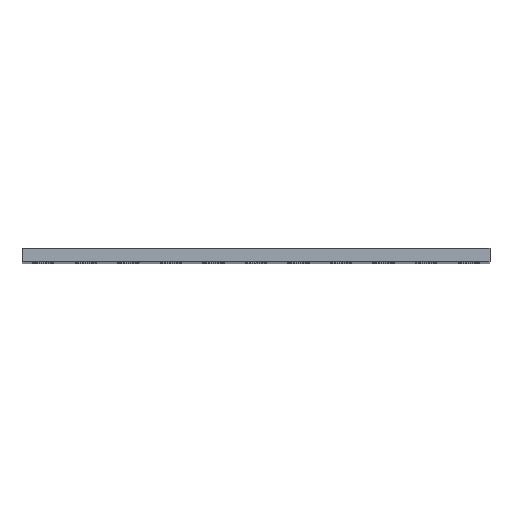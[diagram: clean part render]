
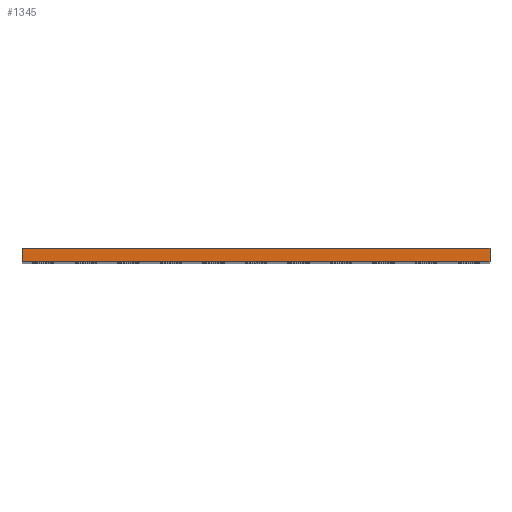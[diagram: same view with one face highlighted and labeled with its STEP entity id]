
A CAD part, top view. The second image highlights one B-rep face of the part: STEP entity #1345.
In plain terms, the highlighted planar face has unit normal (0, 0, 1).
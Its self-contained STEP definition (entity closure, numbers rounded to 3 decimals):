
#903 = VERTEX_POINT ( 'NONE', #8688 ) ;
#917 = CARTESIAN_POINT ( 'NONE',  ( 84., 0., 228. ) ) ;
#1345 = ADVANCED_FACE ( 'NONE', ( #18283 ), #7913, .F. ) ;
#2075 = ORIENTED_EDGE ( 'NONE', *, *, #16954, .F. ) ;
#2725 = VERTEX_POINT ( 'NONE', #10639 ) ;
#3785 = EDGE_LOOP ( 'NONE', ( #9812, #12272, #2075, #10095 ) ) ;
#4934 = LINE ( 'NONE', #9869, #14718 ) ;
#5174 = LINE ( 'NONE', #20265, #10641 ) ;
#5740 = LINE ( 'NONE', #16385, #22691 ) ;
#6378 = AXIS2_PLACEMENT_3D ( 'NONE', #17280, #22613, #13527 ) ;
#7913 = PLANE ( 'NONE',  #6378 ) ;
#7941 = DIRECTION ( 'NONE',  ( 1., 0., 0. ) ) ;
#8688 = CARTESIAN_POINT ( 'NONE',  ( 84., 2.5, 228. ) ) ;
#9812 = ORIENTED_EDGE ( 'NONE', *, *, #22574, .T. ) ;
#9869 = CARTESIAN_POINT ( 'NONE',  ( 76., 2.5, 228. ) ) ;
#9876 = CARTESIAN_POINT ( 'NONE',  ( -4., 0., 228. ) ) ;
#10095 = ORIENTED_EDGE ( 'NONE', *, *, #18883, .T. ) ;
#10504 = CARTESIAN_POINT ( 'NONE',  ( 84., 2.5, 228. ) ) ;
#10639 = CARTESIAN_POINT ( 'NONE',  ( -4., 2.5, 228. ) ) ;
#10641 = VECTOR ( 'NONE', #10866, 1000. ) ;
#10866 = DIRECTION ( 'NONE',  ( 0., -1., 0. ) ) ;
#11127 = VERTEX_POINT ( 'NONE', #917 ) ;
#11595 = EDGE_CURVE ( 'NONE', #903, #11127, #23802, .T. ) ;
#12188 = DIRECTION ( 'NONE',  ( 0., -1., 0. ) ) ;
#12272 = ORIENTED_EDGE ( 'NONE', *, *, #11595, .F. ) ;
#13527 = DIRECTION ( 'NONE',  ( -1., 0., 0. ) ) ;
#14718 = VECTOR ( 'NONE', #7941, 1000. ) ;
#16385 = CARTESIAN_POINT ( 'NONE',  ( 76., 0., 228. ) ) ;
#16954 = EDGE_CURVE ( 'NONE', #2725, #903, #4934, .T. ) ;
#17280 = CARTESIAN_POINT ( 'NONE',  ( 76., 2.5, 228. ) ) ;
#18283 = FACE_OUTER_BOUND ( 'NONE', #3785, .T. ) ;
#18883 = EDGE_CURVE ( 'NONE', #2725, #21192, #5174, .T. ) ;
#20265 = CARTESIAN_POINT ( 'NONE',  ( -4., 2.5, 228. ) ) ;
#21192 = VERTEX_POINT ( 'NONE', #9876 ) ;
#21219 = VECTOR ( 'NONE', #12188, 1000. ) ;
#22574 = EDGE_CURVE ( 'NONE', #21192, #11127, #5740, .T. ) ;
#22613 = DIRECTION ( 'NONE',  ( 0., 0., -1. ) ) ;
#22691 = VECTOR ( 'NONE', #23790, 1000. ) ;
#23790 = DIRECTION ( 'NONE',  ( 1., 0., 0. ) ) ;
#23802 = LINE ( 'NONE', #10504, #21219 ) ;
